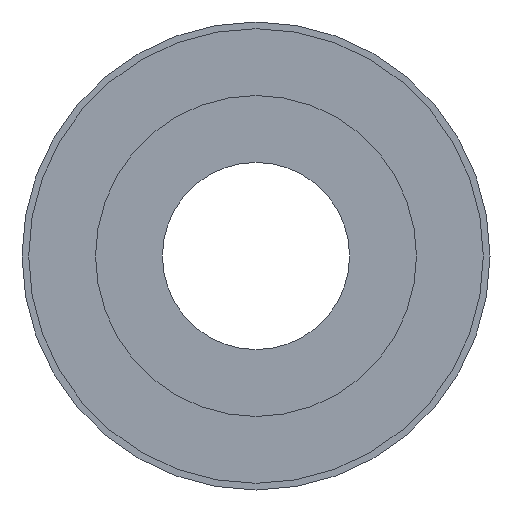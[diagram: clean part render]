
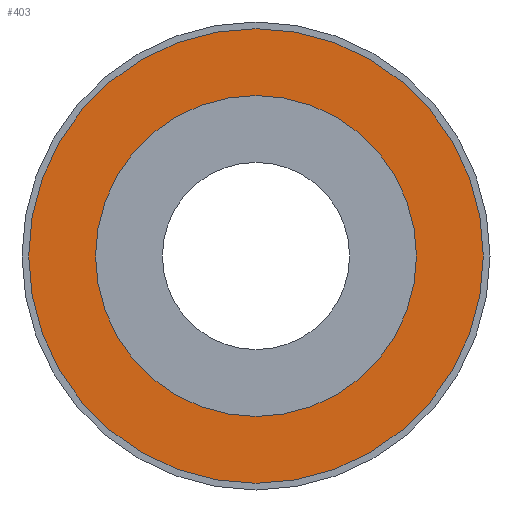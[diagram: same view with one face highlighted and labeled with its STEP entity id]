
A CAD part, front view. The second image highlights one B-rep face of the part: STEP entity #403.
In plain terms, the highlighted planar face has unit normal (0, -1, 0).
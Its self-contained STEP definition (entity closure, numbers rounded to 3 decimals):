
#28 = EDGE_LOOP ( 'NONE', ( #318, #184 ) ) ;
#33 = EDGE_CURVE ( 'NONE', #382, #402, #441, .T. ) ;
#37 = CARTESIAN_POINT ( 'NONE',  ( 0., 1.5, 0. ) ) ;
#75 = CARTESIAN_POINT ( 'NONE',  ( 0., 1.5, 0. ) ) ;
#76 = ORIENTED_EDGE ( 'NONE', *, *, #224, .F. ) ;
#90 = ORIENTED_EDGE ( 'NONE', *, *, #33, .F. ) ;
#94 = EDGE_CURVE ( 'NONE', #331, #442, #412, .T. ) ;
#101 = CARTESIAN_POINT ( 'NONE',  ( 0., 1.5, -24. ) ) ;
#109 = CARTESIAN_POINT ( 'NONE',  ( 0., 1.5, 0. ) ) ;
#122 = CIRCLE ( 'NONE', #460, 24. ) ;
#128 = DIRECTION ( 'NONE',  ( 0., -1., 0. ) ) ;
#184 = ORIENTED_EDGE ( 'NONE', *, *, #467, .T. ) ;
#194 = AXIS2_PLACEMENT_3D ( 'NONE', #379, #423, #348 ) ;
#197 = FACE_OUTER_BOUND ( 'NONE', #28, .T. ) ;
#216 = DIRECTION ( 'NONE',  ( 0., 0., -1. ) ) ;
#224 = EDGE_CURVE ( 'NONE', #402, #382, #122, .T. ) ;
#240 = CARTESIAN_POINT ( 'NONE',  ( 0., 1.5, 24. ) ) ;
#242 = PLANE ( 'NONE',  #319 ) ;
#277 = DIRECTION ( 'NONE',  ( 0., 0., -1. ) ) ;
#305 = CIRCLE ( 'NONE', #478, 34. ) ;
#318 = ORIENTED_EDGE ( 'NONE', *, *, #94, .T. ) ;
#319 = AXIS2_PLACEMENT_3D ( 'NONE', #391, #128, #277 ) ;
#329 = DIRECTION ( 'NONE',  ( 0., -1., 0. ) ) ;
#331 = VERTEX_POINT ( 'NONE', #359 ) ;
#340 = DIRECTION ( 'NONE',  ( 0., -1., 0. ) ) ;
#348 = DIRECTION ( 'NONE',  ( 0., 0., -1. ) ) ;
#359 = CARTESIAN_POINT ( 'NONE',  ( 0., 1.5, -34. ) ) ;
#360 = EDGE_LOOP ( 'NONE', ( #90, #76 ) ) ;
#379 = CARTESIAN_POINT ( 'NONE',  ( 0., 1.5, 0. ) ) ;
#382 = VERTEX_POINT ( 'NONE', #101 ) ;
#385 = AXIS2_PLACEMENT_3D ( 'NONE', #75, #487, #216 ) ;
#391 = CARTESIAN_POINT ( 'NONE',  ( 34., 1.5, 0. ) ) ;
#402 = VERTEX_POINT ( 'NONE', #240 ) ;
#403 = ADVANCED_FACE ( 'NONE', ( #197, #440 ), #242, .T. ) ;
#408 = DIRECTION ( 'NONE',  ( 0., 0., -1. ) ) ;
#412 = CIRCLE ( 'NONE', #194, 34. ) ;
#423 = DIRECTION ( 'NONE',  ( 0., -1., 0. ) ) ;
#424 = DIRECTION ( 'NONE',  ( 0., 0., -1. ) ) ;
#440 = FACE_BOUND ( 'NONE', #360, .T. ) ;
#441 = CIRCLE ( 'NONE', #385, 24. ) ;
#442 = VERTEX_POINT ( 'NONE', #481 ) ;
#460 = AXIS2_PLACEMENT_3D ( 'NONE', #37, #340, #424 ) ;
#467 = EDGE_CURVE ( 'NONE', #442, #331, #305, .T. ) ;
#478 = AXIS2_PLACEMENT_3D ( 'NONE', #109, #329, #408 ) ;
#481 = CARTESIAN_POINT ( 'NONE',  ( 0., 1.5, 34. ) ) ;
#487 = DIRECTION ( 'NONE',  ( 0., -1., 0. ) ) ;
